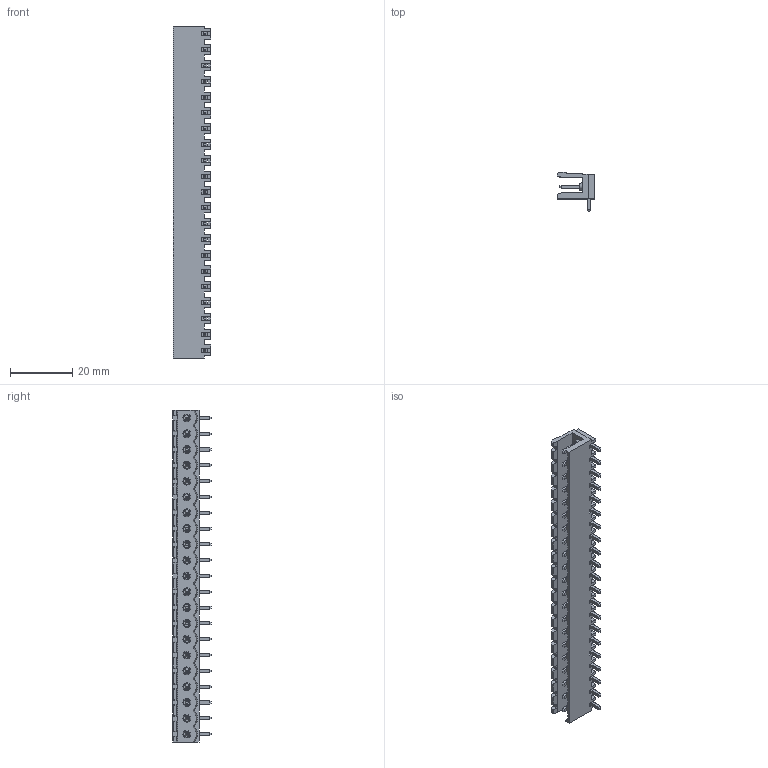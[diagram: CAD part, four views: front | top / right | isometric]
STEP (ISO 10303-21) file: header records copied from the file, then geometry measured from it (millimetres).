
FILE_DESCRIPTION( ( 'STEP AP214' ), '1' );
FILE_NAME( ' ', ' ', ( ' ' ), ( ' ' ), 'PSStep 11.0', 'VISI 17.0', ' ' );
FILE_SCHEMA( ( 'AUTOMOTIVE_DESIGN { 1 0 10303 214 1 1 1 1 }' ) );
Length unit declared in the file: millimetre
Products named in the file (1): 1
Bounding box: 12.2 x 12.5 x 106.68 mm (x, y, z)
Volume: 4659.8 mm3; surface area: 8877 mm2
Topology: 1 solids, 22 shells, 1130 faces, 2964 edges, 1899 vertices
Faces by surface type: plane 1046, cylinder 42, cone 42
Entity records: 42714 total; most frequent: CARTESIAN_POINT 6057, ORIENTED_EDGE 5844, DIRECTION 5289, EDGE_CURVE 2922, LINE 2733, VECTOR 2733, VERTEX_POINT 1878, AXIS2_PLACEMENT_3D 1278
